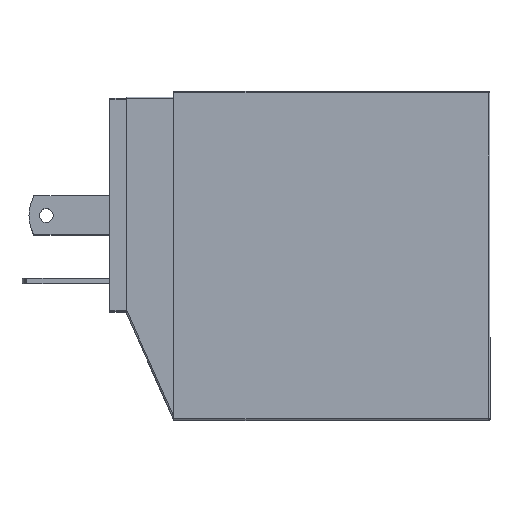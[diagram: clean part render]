
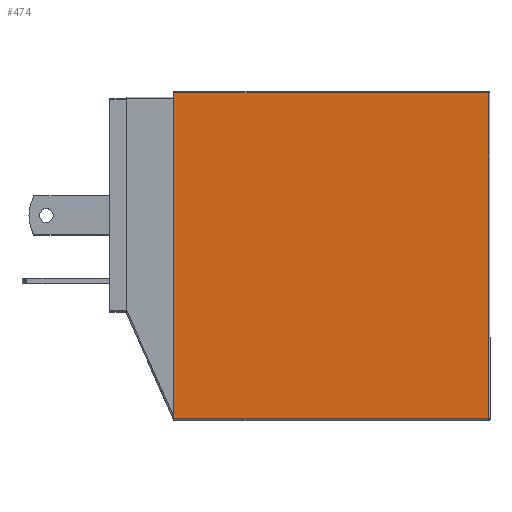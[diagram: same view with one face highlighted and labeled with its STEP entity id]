
A CAD part, top view. The second image highlights one B-rep face of the part: STEP entity #474.
In plain terms, the highlighted planar face has unit normal (0, 0, 1).
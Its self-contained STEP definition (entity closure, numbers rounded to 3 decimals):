
#55 = DIRECTION ( 'NONE',  ( 0., 0., -1. ) ) ;
#196 = DIRECTION ( 'NONE',  ( -1., 0., 0. ) ) ;
#219 = VERTEX_POINT ( 'NONE', #2144 ) ;
#227 = VECTOR ( 'NONE', #826, 1000. ) ;
#285 = EDGE_CURVE ( 'NONE', #526, #219, #661, .T. ) ;
#290 = LINE ( 'NONE', #1820, #1936 ) ;
#331 = CARTESIAN_POINT ( 'NONE',  ( 0., 0.1, 17.6 ) ) ;
#430 = CARTESIAN_POINT ( 'NONE',  ( 0., 0.1, 17.6 ) ) ;
#474 = ADVANCED_FACE ( 'NONE', ( #1273 ), #1060, .F. ) ;
#526 = VERTEX_POINT ( 'NONE', #592 ) ;
#592 = CARTESIAN_POINT ( 'NONE',  ( 22.6, 23.5, 17.6 ) ) ;
#631 = ORIENTED_EDGE ( 'NONE', *, *, #1694, .T. ) ;
#634 = ORIENTED_EDGE ( 'NONE', *, *, #285, .T. ) ;
#661 = LINE ( 'NONE', #1843, #1532 ) ;
#682 = AXIS2_PLACEMENT_3D ( 'NONE', #1880, #55, #1241 ) ;
#731 = ORIENTED_EDGE ( 'NONE', *, *, #2064, .T. ) ;
#821 = EDGE_LOOP ( 'NONE', ( #731, #1388, #631, #634 ) ) ;
#826 = DIRECTION ( 'NONE',  ( 1., 0., 0. ) ) ;
#843 = DIRECTION ( 'NONE',  ( 0., -1., 0. ) ) ;
#960 = VERTEX_POINT ( 'NONE', #430 ) ;
#1060 = PLANE ( 'NONE',  #682 ) ;
#1241 = DIRECTION ( 'NONE',  ( -1., 0., 0. ) ) ;
#1273 = FACE_OUTER_BOUND ( 'NONE', #821, .T. ) ;
#1293 = CARTESIAN_POINT ( 'NONE',  ( 22.6, 0.1, 17.6 ) ) ;
#1373 = EDGE_CURVE ( 'NONE', #960, #1943, #1597, .T. ) ;
#1388 = ORIENTED_EDGE ( 'NONE', *, *, #1373, .T. ) ;
#1532 = VECTOR ( 'NONE', #196, 1000. ) ;
#1537 = CARTESIAN_POINT ( 'NONE',  ( 22.6, 0., 17.6 ) ) ;
#1597 = LINE ( 'NONE', #331, #227 ) ;
#1694 = EDGE_CURVE ( 'NONE', #1943, #526, #2145, .T. ) ;
#1706 = VECTOR ( 'NONE', #1707, 1000. ) ;
#1707 = DIRECTION ( 'NONE',  ( 0., 1., 0. ) ) ;
#1820 = CARTESIAN_POINT ( 'NONE',  ( 0., 0., 17.6 ) ) ;
#1843 = CARTESIAN_POINT ( 'NONE',  ( 0., 23.5, 17.6 ) ) ;
#1880 = CARTESIAN_POINT ( 'NONE',  ( 0., 0., 17.6 ) ) ;
#1936 = VECTOR ( 'NONE', #843, 1000. ) ;
#1943 = VERTEX_POINT ( 'NONE', #1293 ) ;
#2064 = EDGE_CURVE ( 'NONE', #219, #960, #290, .T. ) ;
#2144 = CARTESIAN_POINT ( 'NONE',  ( 0., 23.5, 17.6 ) ) ;
#2145 = LINE ( 'NONE', #1537, #1706 ) ;
